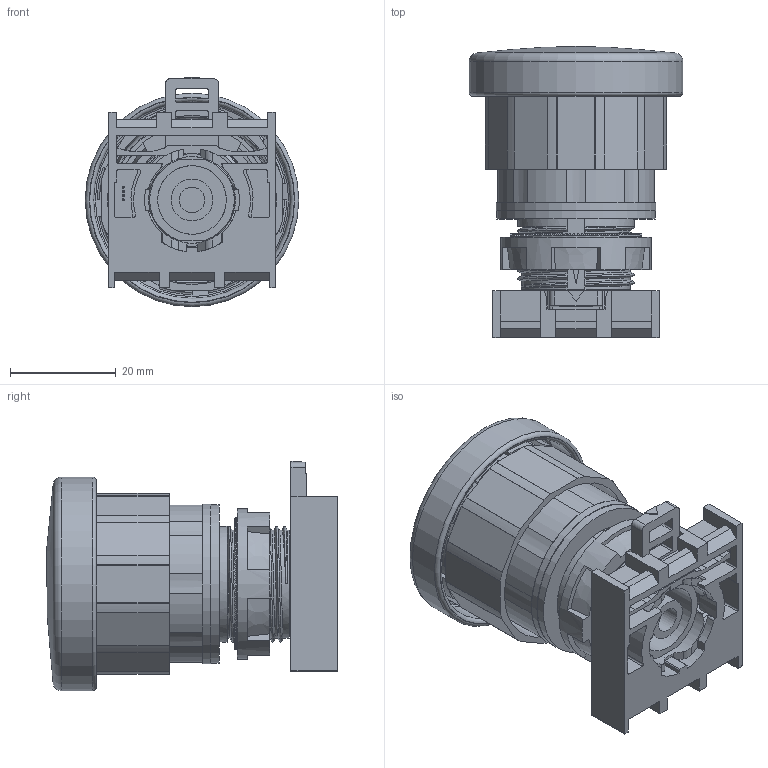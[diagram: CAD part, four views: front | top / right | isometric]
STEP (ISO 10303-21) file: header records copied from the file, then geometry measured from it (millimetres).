
FILE_DESCRIPTION(/* description */ (''),/* implementation_level */ '2;1');
FILE_NAME(/* name */ 'W22PP3A-MR (V2.0).stp',/* time_stamp */ '2020-07-29T16:21:34+06:00',/* author */ ('Owner'),/* organization */ (''),/* preprocessor_version */ 'ST-DEVELOPER v18',/* originating_system */ 'Autodesk Inventor 2020',/* authorisation */ '');
FILE_SCHEMA (('AUTOMOTIVE_DESIGN { 1 0 10303 214 3 1 1 }'));
Products named in the file (1): Part3
Bounding box: 40.39 x 55.02 x 43.39 mm (x, y, z)
Volume: 28664.5 mm3; surface area: 32423.9 mm2
Topology: 1 solids, 7 shells, 1484 faces, 3959 edges, 2507 vertices
Faces by surface type: plane 993, cylinder 264, bspline 113, torus 53, cone 50, sphere 11
Full cylindrical faces by diameter (mm): 4 x4, 4.809 x1, 7.909 x1, 10.897 x1, 13 x1, 14 x2, 14.48 x2, 15.7 x1, 16.4 x1, 18.03 x1, 18.974 x2, 19 x1, 19.6 x1, 20 x1, 20.246 x1, 20.5 x1, 22 x1, 22.35 x3, 22.5 x1, 23.76 x1, 24 x2, 24.7 x1, 24.95 x1, 25.02 x3, 25.77 x1, 25.774 x5, 27.3 x2, 27.432 x2, 28.5 x1, 30 x1
Entity records: 60527 total; most frequent: CARTESIAN_POINT 22176, ORIENTED_EDGE 7890, DIRECTION 7443, EDGE_CURVE 3945, AXIS2_PLACEMENT_3D 2507, VERTEX_POINT 2503, LINE 2429, VECTOR 2429
